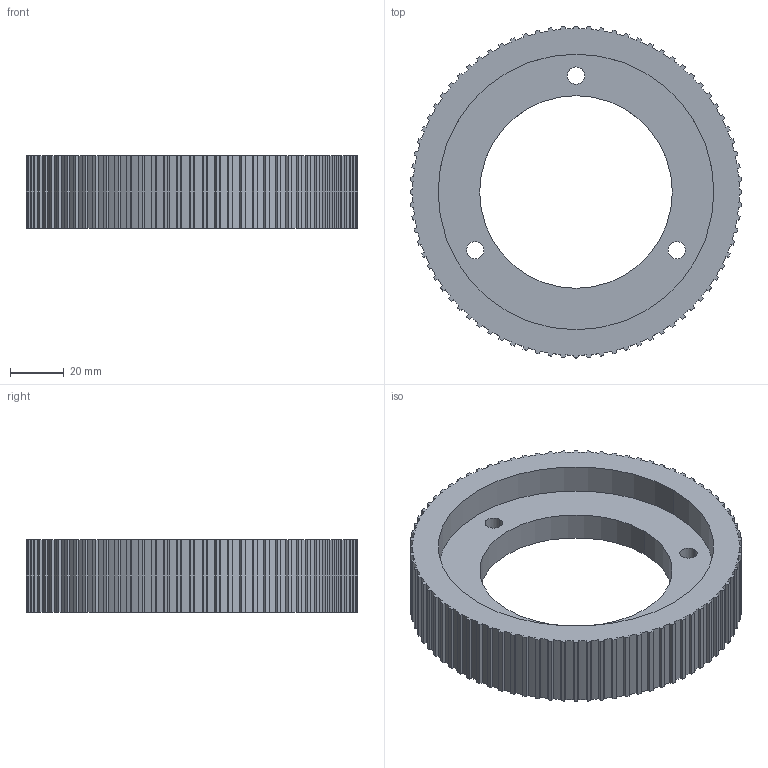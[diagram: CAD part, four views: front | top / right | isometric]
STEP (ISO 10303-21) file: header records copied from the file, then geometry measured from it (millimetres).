
FILE_DESCRIPTION (( 'STEP AP203' ), '1' );
FILE_NAME ('poulie lacet_Défaut_sldprt.STEP', '2017-12-12T20:34:04', ( '' ), ( '' ), 'SwSTEP 2.0', 'SolidWorks 2016', '' );
FILE_SCHEMA (( 'CONFIG_CONTROL_DESIGN' ));
Length unit declared in the file: millimetre
Products named in the file (1): poulie lacet_Défaut_sldprt
Bounding box: 124 x 124 x 27 mm (x, y, z)
Volume: 142858.1 mm3; surface area: 37243.2 mm2
Topology: 1 solids, 1 shells, 340 faces, 1005 edges, 670 vertices
Faces by surface type: cylinder 175, plane 165
Entity records: 11552 total; most frequent: DIRECTION 2037, CARTESIAN_POINT 2016, ORIENTED_EDGE 2010, EDGE_CURVE 1005, AXIS2_PLACEMENT_3D 691, VERTEX_POINT 670, LINE 655, VECTOR 655
